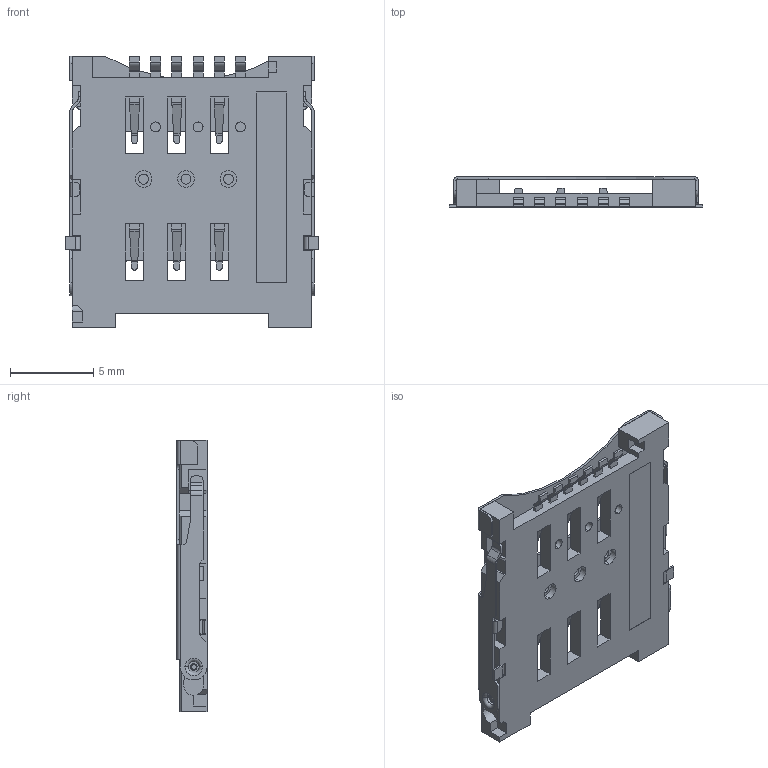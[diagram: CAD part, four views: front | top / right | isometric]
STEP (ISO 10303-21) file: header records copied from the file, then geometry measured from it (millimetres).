
FILE_DESCRIPTION (( 'STEP AP214' ), '1' );
FILE_NAME ('SMC-216.STEP', '2020-01-20T06:21:11', ( '' ), ( '' ), 'SwSTEP 2.0', 'SolidWorks 2017', '' );
FILE_SCHEMA (( 'AUTOMOTIVE_DESIGN' ));
Length unit declared in the file: millimetre
Products named in the file (1): SMC-216
Bounding box: 15.2 x 1.8 x 16.3 mm (x, y, z)
Volume: 204 mm3; surface area: 1013.5 mm2
Topology: 22 solids, 22 shells, 548 faces, 1380 edges, 886 vertices
Faces by surface type: plane 358, cylinder 166, torus 24
Entity records: 16543 total; most frequent: CARTESIAN_POINT 2962, ORIENTED_EDGE 2760, DIRECTION 2757, EDGE_CURVE 1380, VECTOR 1003, LINE 1003, VERTEX_POINT 886, AXIS2_PLACEMENT_3D 877
